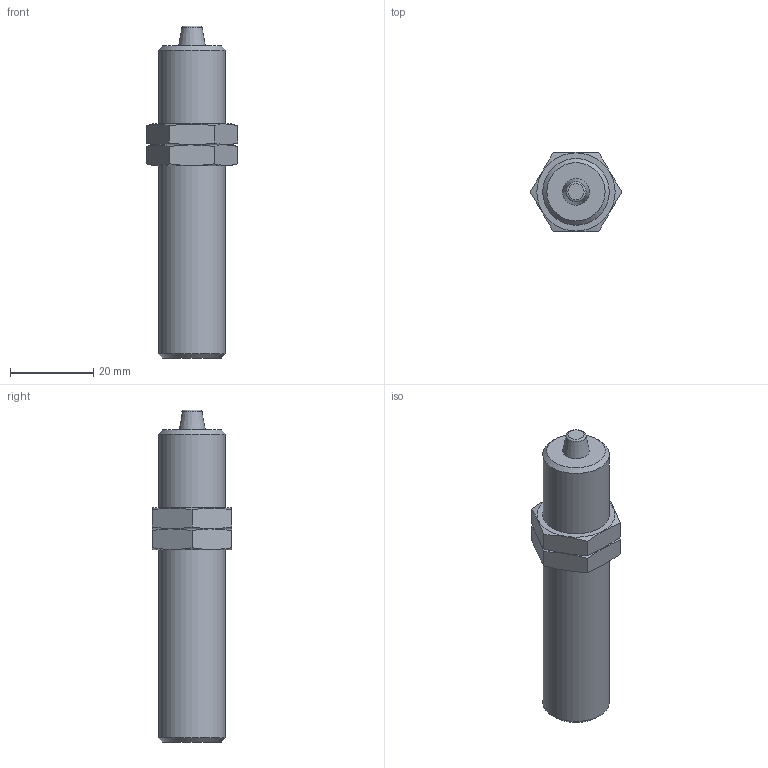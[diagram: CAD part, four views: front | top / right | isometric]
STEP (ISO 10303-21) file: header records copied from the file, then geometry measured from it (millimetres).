
FILE_DESCRIPTION(/* description */ ('STEP AP214'),/* implementation_level */ '2;1');
FILE_NAME(/* name */ '548377_DYEF-M16-Y1F',/* time_stamp */ '2024-08-23T15:45:40+02:00',/* author */ ('License CC BY-ND 4.0'),/* organization */ ('CADENAS'),/* preprocessor_version */ 'ST-DEVELOPER v19.3',/* originating_system */ 'PARTsolutions',/* authorisation */ ' ');
FILE_SCHEMA (('AUTOMOTIVE_DESIGN {1 0 10303 214 3 1 1}'));
Length unit declared in the file: millimetre
Products named in the file (3): 548377 DYEF-M16-Y1F; 548377 DYEF-M16-Y1F_P; 348988 SPZ-25-P-A M16X1-5-19
Assembly tree (3 placements, depth 2):
  548377 DYEF-M16-Y1F
    548377 DYEF-M16-Y1F_P
    348988 SPZ-25-P-A M16X1-5-19  x2
Bounding box: 21.94 x 19 x 79.8 mm (x, y, z)
Volume: 15542.4 mm3; surface area: 6167 mm2
Topology: 3 solids, 3 shells, 57 faces, 131 edges, 83 vertices
Faces by surface type: plane 39, cone 13, cylinder 4, torus 1
Full cylindrical faces by diameter (mm): 8.917 x1, 14.917 x2, 16 x1
Entity records: 1453 total; most frequent: CARTESIAN_POINT 267, DIRECTION 182, ORIENTED_EDGE 164, EDGE_CURVE 82, AXIS2_PLACEMENT_3D 70, FACE_BOUND 63, EDGE_LOOP 62, VERTEX_POINT 59
